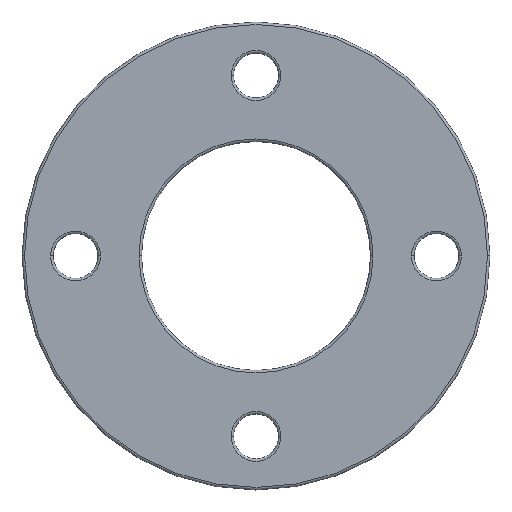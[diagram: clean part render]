
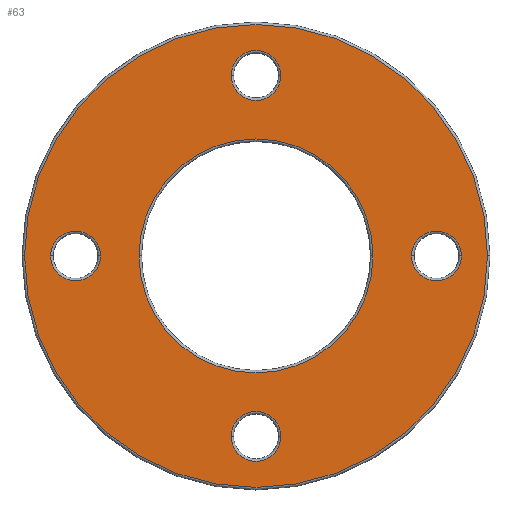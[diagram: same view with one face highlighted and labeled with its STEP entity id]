
A CAD part, top view. The second image highlights one B-rep face of the part: STEP entity #63.
In plain terms, the highlighted planar face has unit normal (0, 0, 1).
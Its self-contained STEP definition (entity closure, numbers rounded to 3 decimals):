
#9 = DIRECTION ( 'NONE',  ( 0., 0., -1. ) ) ;
#33 = DIRECTION ( 'NONE',  ( 0., 0., 1. ) ) ;
#41 = FACE_OUTER_BOUND ( 'NONE', #656, .T. ) ;
#50 = FACE_BOUND ( 'NONE', #834, .T. ) ;
#51 = CARTESIAN_POINT ( 'NONE',  ( 0., 0., 18. ) ) ;
#63 = ADVANCED_FACE ( 'NONE', ( #50, #947, #510, #41, #758, #149 ), #235, .T. ) ;
#70 = EDGE_LOOP ( 'NONE', ( #825, #573 ) ) ;
#87 = VERTEX_POINT ( 'NONE', #1040 ) ;
#98 = CARTESIAN_POINT ( 'NONE',  ( 72.5, 0., 18. ) ) ;
#132 = CARTESIAN_POINT ( 'NONE',  ( 0., 0., 18. ) ) ;
#135 = ORIENTED_EDGE ( 'NONE', *, *, #971, .T. ) ;
#149 = FACE_BOUND ( 'NONE', #70, .T. ) ;
#151 = EDGE_CURVE ( 'NONE', #155, #1124, #499, .T. ) ;
#155 = VERTEX_POINT ( 'NONE', #1020 ) ;
#158 = DIRECTION ( 'NONE',  ( 0., 0., -1. ) ) ;
#161 = AXIS2_PLACEMENT_3D ( 'NONE', #51, #1036, #324 ) ;
#162 = ORIENTED_EDGE ( 'NONE', *, *, #1076, .T. ) ;
#167 = ORIENTED_EDGE ( 'NONE', *, *, #659, .T. ) ;
#179 = CIRCLE ( 'NONE', #1051, 47. ) ;
#182 = DIRECTION ( 'NONE',  ( 0., 0., -1. ) ) ;
#183 = CARTESIAN_POINT ( 'NONE',  ( -82.5, 0., 18. ) ) ;
#187 = DIRECTION ( 'NONE',  ( 1., 0., 0. ) ) ;
#200 = DIRECTION ( 'NONE',  ( 0., 0., -1. ) ) ;
#228 = DIRECTION ( 'NONE',  ( 0., 0., 1. ) ) ;
#234 = DIRECTION ( 'NONE',  ( 1., 0., 0. ) ) ;
#235 = PLANE ( 'NONE',  #343 ) ;
#236 = CARTESIAN_POINT ( 'NONE',  ( 82.5, 0., 18. ) ) ;
#240 = DIRECTION ( 'NONE',  ( 1., 0., 0. ) ) ;
#241 = VERTEX_POINT ( 'NONE', #568 ) ;
#274 = CIRCLE ( 'NONE', #1154, 10. ) ;
#278 = CARTESIAN_POINT ( 'NONE',  ( 72.5, 0., 18. ) ) ;
#287 = EDGE_CURVE ( 'NONE', #809, #621, #985, .T. ) ;
#288 = DIRECTION ( 'NONE',  ( 1., 0., 0. ) ) ;
#290 = VERTEX_POINT ( 'NONE', #1147 ) ;
#299 = CARTESIAN_POINT ( 'NONE',  ( 0., 72.5, 18. ) ) ;
#306 = DIRECTION ( 'NONE',  ( 1., 0., 0. ) ) ;
#321 = EDGE_CURVE ( 'NONE', #621, #809, #627, .T. ) ;
#324 = DIRECTION ( 'NONE',  ( 1., 0., 0. ) ) ;
#330 = DIRECTION ( 'NONE',  ( 0., 0., -1. ) ) ;
#336 = VERTEX_POINT ( 'NONE', #1056 ) ;
#343 = AXIS2_PLACEMENT_3D ( 'NONE', #409, #228, #306 ) ;
#361 = DIRECTION ( 'NONE',  ( 0., 0., -1. ) ) ;
#364 = CARTESIAN_POINT ( 'NONE',  ( 0., 72.5, 18. ) ) ;
#385 = ORIENTED_EDGE ( 'NONE', *, *, #151, .T. ) ;
#388 = CIRCLE ( 'NONE', #842, 10. ) ;
#407 = CIRCLE ( 'NONE', #916, 10. ) ;
#409 = CARTESIAN_POINT ( 'NONE',  ( 0., 0., 18. ) ) ;
#414 = CARTESIAN_POINT ( 'NONE',  ( -72.5, 0., 18. ) ) ;
#427 = CARTESIAN_POINT ( 'NONE',  ( 0., -72.5, 18. ) ) ;
#461 = CARTESIAN_POINT ( 'NONE',  ( 0., 0., 18. ) ) ;
#470 = VERTEX_POINT ( 'NONE', #1163 ) ;
#475 = DIRECTION ( 'NONE',  ( 1., 0., 0. ) ) ;
#480 = AXIS2_PLACEMENT_3D ( 'NONE', #414, #792, #234 ) ;
#490 = ORIENTED_EDGE ( 'NONE', *, *, #287, .T. ) ;
#499 = CIRCLE ( 'NONE', #891, 93. ) ;
#506 = DIRECTION ( 'NONE',  ( 1., 0., 0. ) ) ;
#510 = FACE_BOUND ( 'NONE', #745, .T. ) ;
#524 = CARTESIAN_POINT ( 'NONE',  ( -62.5, 0., 18. ) ) ;
#539 = AXIS2_PLACEMENT_3D ( 'NONE', #774, #33, #506 ) ;
#542 = AXIS2_PLACEMENT_3D ( 'NONE', #98, #718, #187 ) ;
#551 = DIRECTION ( 'NONE',  ( 1., 0., 0. ) ) ;
#568 = CARTESIAN_POINT ( 'NONE',  ( -10., -72.5, 18. ) ) ;
#573 = ORIENTED_EDGE ( 'NONE', *, *, #885, .T. ) ;
#603 = EDGE_CURVE ( 'NONE', #336, #241, #757, .T. ) ;
#615 = ORIENTED_EDGE ( 'NONE', *, *, #694, .T. ) ;
#621 = VERTEX_POINT ( 'NONE', #183 ) ;
#627 = CIRCLE ( 'NONE', #780, 10. ) ;
#631 = DIRECTION ( 'NONE',  ( 1., 0., 0. ) ) ;
#656 = EDGE_LOOP ( 'NONE', ( #385, #167 ) ) ;
#659 = EDGE_CURVE ( 'NONE', #1124, #155, #894, .T. ) ;
#661 = ORIENTED_EDGE ( 'NONE', *, *, #973, .T. ) ;
#682 = DIRECTION ( 'NONE',  ( 1., 0., 0. ) ) ;
#694 = EDGE_CURVE ( 'NONE', #470, #957, #1085, .T. ) ;
#699 = VERTEX_POINT ( 'NONE', #236 ) ;
#718 = DIRECTION ( 'NONE',  ( 0., 0., -1. ) ) ;
#734 = CARTESIAN_POINT ( 'NONE',  ( 0., -72.5, 18. ) ) ;
#735 = ORIENTED_EDGE ( 'NONE', *, *, #950, .T. ) ;
#736 = CARTESIAN_POINT ( 'NONE',  ( -93., 0., 18. ) ) ;
#745 = EDGE_LOOP ( 'NONE', ( #615, #735 ) ) ;
#757 = CIRCLE ( 'NONE', #913, 10. ) ;
#758 = FACE_BOUND ( 'NONE', #930, .T. ) ;
#760 = AXIS2_PLACEMENT_3D ( 'NONE', #427, #330, #240 ) ;
#774 = CARTESIAN_POINT ( 'NONE',  ( 0., 0., 18. ) ) ;
#780 = AXIS2_PLACEMENT_3D ( 'NONE', #1142, #158, #682 ) ;
#792 = DIRECTION ( 'NONE',  ( 0., 0., -1. ) ) ;
#799 = CIRCLE ( 'NONE', #542, 10. ) ;
#809 = VERTEX_POINT ( 'NONE', #524 ) ;
#825 = ORIENTED_EDGE ( 'NONE', *, *, #603, .T. ) ;
#833 = DIRECTION ( 'NONE',  ( 1., 0., 0. ) ) ;
#834 = EDGE_LOOP ( 'NONE', ( #490, #1017 ) ) ;
#842 = AXIS2_PLACEMENT_3D ( 'NONE', #299, #361, #833 ) ;
#885 = EDGE_CURVE ( 'NONE', #241, #336, #915, .T. ) ;
#891 = AXIS2_PLACEMENT_3D ( 'NONE', #132, #943, #475 ) ;
#894 = CIRCLE ( 'NONE', #539, 93. ) ;
#900 = ORIENTED_EDGE ( 'NONE', *, *, #938, .T. ) ;
#908 = DIRECTION ( 'NONE',  ( 0., 0., -1. ) ) ;
#913 = AXIS2_PLACEMENT_3D ( 'NONE', #734, #200, #288 ) ;
#915 = CIRCLE ( 'NONE', #760, 10. ) ;
#916 = AXIS2_PLACEMENT_3D ( 'NONE', #278, #908, #631 ) ;
#921 = VERTEX_POINT ( 'NONE', #979 ) ;
#930 = EDGE_LOOP ( 'NONE', ( #162, #661 ) ) ;
#938 = EDGE_CURVE ( 'NONE', #921, #699, #799, .T. ) ;
#943 = DIRECTION ( 'NONE',  ( 0., 0., 1. ) ) ;
#947 = FACE_BOUND ( 'NONE', #1168, .T. ) ;
#950 = EDGE_CURVE ( 'NONE', #957, #470, #179, .T. ) ;
#957 = VERTEX_POINT ( 'NONE', #983 ) ;
#971 = EDGE_CURVE ( 'NONE', #699, #921, #407, .T. ) ;
#973 = EDGE_CURVE ( 'NONE', #87, #290, #274, .T. ) ;
#979 = CARTESIAN_POINT ( 'NONE',  ( 62.5, 0., 18. ) ) ;
#983 = CARTESIAN_POINT ( 'NONE',  ( -47., 0., 18. ) ) ;
#985 = CIRCLE ( 'NONE', #480, 10. ) ;
#994 = DIRECTION ( 'NONE',  ( 1., 0., 0. ) ) ;
#1017 = ORIENTED_EDGE ( 'NONE', *, *, #321, .T. ) ;
#1020 = CARTESIAN_POINT ( 'NONE',  ( 93., 0., 18. ) ) ;
#1036 = DIRECTION ( 'NONE',  ( 0., 0., -1. ) ) ;
#1040 = CARTESIAN_POINT ( 'NONE',  ( -10., 72.5, 18. ) ) ;
#1051 = AXIS2_PLACEMENT_3D ( 'NONE', #461, #9, #994 ) ;
#1056 = CARTESIAN_POINT ( 'NONE',  ( 10., -72.5, 18. ) ) ;
#1076 = EDGE_CURVE ( 'NONE', #290, #87, #388, .T. ) ;
#1085 = CIRCLE ( 'NONE', #161, 47. ) ;
#1124 = VERTEX_POINT ( 'NONE', #736 ) ;
#1142 = CARTESIAN_POINT ( 'NONE',  ( -72.5, 0., 18. ) ) ;
#1147 = CARTESIAN_POINT ( 'NONE',  ( 10., 72.5, 18. ) ) ;
#1154 = AXIS2_PLACEMENT_3D ( 'NONE', #364, #182, #551 ) ;
#1163 = CARTESIAN_POINT ( 'NONE',  ( 47., 0., 18. ) ) ;
#1168 = EDGE_LOOP ( 'NONE', ( #135, #900 ) ) ;
